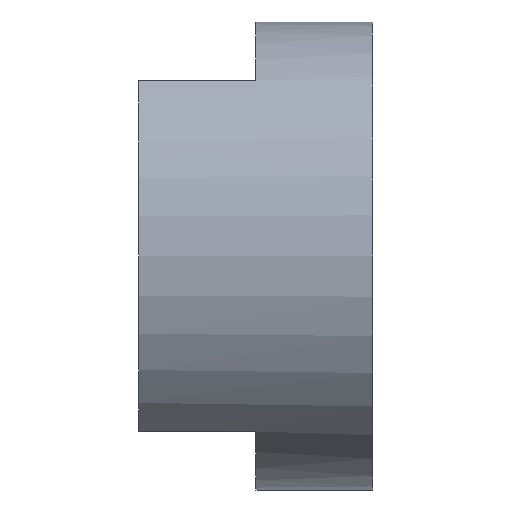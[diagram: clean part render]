
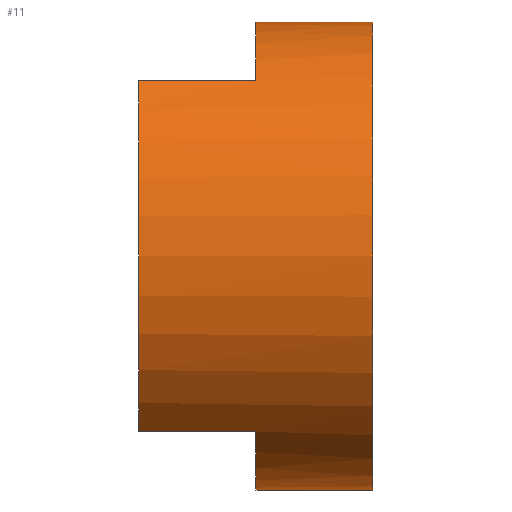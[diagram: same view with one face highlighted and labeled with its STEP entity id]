
A CAD part, left-side view. The second image highlights one B-rep face of the part: STEP entity #11.
In plain terms, the highlighted cylindrical face has radius 12.7 mm (diameter 25.4 mm), a partial arc.
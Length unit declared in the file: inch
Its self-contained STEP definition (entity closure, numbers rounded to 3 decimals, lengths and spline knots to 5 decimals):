
#3 = EDGE_CURVE ( 'NONE', #304, #145, #324, .T. ) ;
#11 = ADVANCED_FACE ( 'NONE', ( #371 ), #494, .T. ) ;
#19 = VECTOR ( 'NONE', #294, 39.37008 ) ;
#28 = CARTESIAN_POINT ( 'NONE',  ( -0.33072, 0.25, -0.375 ) ) ;
#38 = CARTESIAN_POINT ( 'NONE',  ( -0.33072, 0.25, 0.375 ) ) ;
#39 = VECTOR ( 'NONE', #300, 39.37008 ) ;
#52 = VERTEX_POINT ( 'NONE', #456 ) ;
#77 = CARTESIAN_POINT ( 'NONE',  ( 0., 0.5, 0. ) ) ;
#84 = EDGE_CURVE ( 'NONE', #491, #52, #177, .T. ) ;
#88 = DIRECTION ( 'NONE',  ( 0., 0., 1. ) ) ;
#95 = EDGE_CURVE ( 'NONE', #164, #514, #382, .T. ) ;
#103 = AXIS2_PLACEMENT_3D ( 'NONE', #302, #468, #360 ) ;
#107 = CARTESIAN_POINT ( 'NONE',  ( 0., 0.25, 0. ) ) ;
#108 = EDGE_LOOP ( 'NONE', ( #365, #350, #355, #115, #509, #432, #237, #223 ) ) ;
#115 = ORIENTED_EDGE ( 'NONE', *, *, #345, .T. ) ;
#118 = DIRECTION ( 'NONE',  ( 0., 1., 0. ) ) ;
#121 = DIRECTION ( 'NONE',  ( 0., -1., 0. ) ) ;
#128 = EDGE_CURVE ( 'NONE', #231, #287, #135, .T. ) ;
#135 = LINE ( 'NONE', #28, #19 ) ;
#142 = DIRECTION ( 'NONE',  ( 0., 0., 1. ) ) ;
#145 = VERTEX_POINT ( 'NONE', #263 ) ;
#164 = VERTEX_POINT ( 'NONE', #459 ) ;
#170 = VECTOR ( 'NONE', #453, 39.37008 ) ;
#177 = LINE ( 'NONE', #340, #39 ) ;
#196 = EDGE_CURVE ( 'NONE', #491, #164, #328, .T. ) ;
#213 = CARTESIAN_POINT ( 'NONE',  ( 0., 0., -0.5 ) ) ;
#217 = DIRECTION ( 'NONE',  ( 0., 1., 0. ) ) ;
#218 = EDGE_CURVE ( 'NONE', #52, #231, #426, .T. ) ;
#223 = ORIENTED_EDGE ( 'NONE', *, *, #218, .F. ) ;
#231 = VERTEX_POINT ( 'NONE', #512 ) ;
#232 = AXIS2_PLACEMENT_3D ( 'NONE', #77, #242, #88 ) ;
#234 = DIRECTION ( 'NONE',  ( 0., 0., 1. ) ) ;
#237 = ORIENTED_EDGE ( 'NONE', *, *, #128, .F. ) ;
#242 = DIRECTION ( 'NONE',  ( 0., 1., 0. ) ) ;
#263 = CARTESIAN_POINT ( 'NONE',  ( -0.33072, 0.5, 0.375 ) ) ;
#270 = DIRECTION ( 'NONE',  ( 0., 1., 0. ) ) ;
#287 = VERTEX_POINT ( 'NONE', #306 ) ;
#290 = CARTESIAN_POINT ( 'NONE',  ( 0., 0.25, 0.5 ) ) ;
#294 = DIRECTION ( 'NONE',  ( 0., 1., 0. ) ) ;
#300 = DIRECTION ( 'NONE',  ( 0., 1., 0. ) ) ;
#302 = CARTESIAN_POINT ( 'NONE',  ( 0., 0.25, 0. ) ) ;
#304 = VERTEX_POINT ( 'NONE', #38 ) ;
#306 = CARTESIAN_POINT ( 'NONE',  ( -0.33072, 0.5, -0.375 ) ) ;
#311 = EDGE_CURVE ( 'NONE', #287, #145, #466, .T. ) ;
#324 = LINE ( 'NONE', #493, #170 ) ;
#328 = CIRCLE ( 'NONE', #389, 0.5 ) ;
#338 = VECTOR ( 'NONE', #270, 39.37008 ) ;
#340 = CARTESIAN_POINT ( 'NONE',  ( 0., 0.89099, -0.5 ) ) ;
#344 = CARTESIAN_POINT ( 'NONE',  ( 0., 0., 0. ) ) ;
#345 = EDGE_CURVE ( 'NONE', #514, #304, #372, .T. ) ;
#350 = ORIENTED_EDGE ( 'NONE', *, *, #196, .T. ) ;
#355 = ORIENTED_EDGE ( 'NONE', *, *, #95, .T. ) ;
#359 = CARTESIAN_POINT ( 'NONE',  ( 0., 0.89099, 0.5 ) ) ;
#360 = DIRECTION ( 'NONE',  ( 0., 0., 1. ) ) ;
#365 = ORIENTED_EDGE ( 'NONE', *, *, #84, .F. ) ;
#371 = FACE_OUTER_BOUND ( 'NONE', #108, .T. ) ;
#372 = CIRCLE ( 'NONE', #510, 0.5 ) ;
#382 = LINE ( 'NONE', #359, #338 ) ;
#389 = AXIS2_PLACEMENT_3D ( 'NONE', #344, #217, #142 ) ;
#398 = DIRECTION ( 'NONE',  ( 0., 0., -1. ) ) ;
#426 = CIRCLE ( 'NONE', #103, 0.5 ) ;
#432 = ORIENTED_EDGE ( 'NONE', *, *, #311, .F. ) ;
#443 = AXIS2_PLACEMENT_3D ( 'NONE', #455, #118, #234 ) ;
#453 = DIRECTION ( 'NONE',  ( 0., 1., 0. ) ) ;
#455 = CARTESIAN_POINT ( 'NONE',  ( 0., 0.89099, 0. ) ) ;
#456 = CARTESIAN_POINT ( 'NONE',  ( 0., 0.25, -0.5 ) ) ;
#459 = CARTESIAN_POINT ( 'NONE',  ( 0., 0., 0.5 ) ) ;
#466 = CIRCLE ( 'NONE', #232, 0.5 ) ;
#468 = DIRECTION ( 'NONE',  ( 0., 1., 0. ) ) ;
#491 = VERTEX_POINT ( 'NONE', #213 ) ;
#493 = CARTESIAN_POINT ( 'NONE',  ( -0.33072, 0.25, 0.375 ) ) ;
#494 = CYLINDRICAL_SURFACE ( 'NONE', #443, 0.5 ) ;
#509 = ORIENTED_EDGE ( 'NONE', *, *, #3, .T. ) ;
#510 = AXIS2_PLACEMENT_3D ( 'NONE', #107, #121, #398 ) ;
#512 = CARTESIAN_POINT ( 'NONE',  ( -0.33072, 0.25, -0.375 ) ) ;
#514 = VERTEX_POINT ( 'NONE', #290 ) ;
